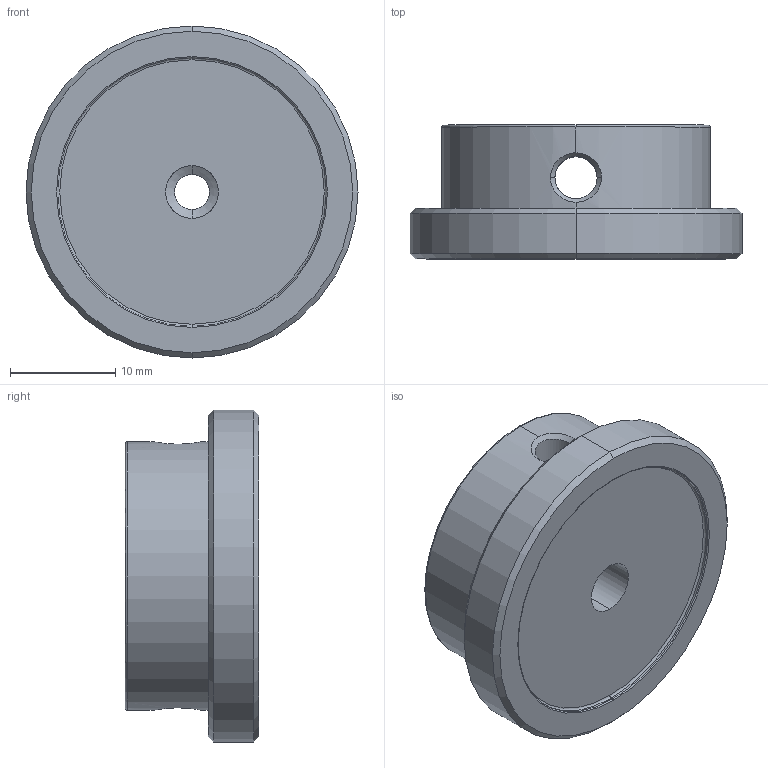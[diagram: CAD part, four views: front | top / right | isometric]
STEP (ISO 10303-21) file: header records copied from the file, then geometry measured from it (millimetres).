
FILE_DESCRIPTION (( 'STEP AP203' ), '1' );
FILE_NAME ('02FHP-0.5M.STEP', '2016-03-01T08:35:18', ( '' ), ( '' ), 'SwSTEP 2.0', 'SolidWorks 2016', '' );
FILE_SCHEMA (( 'CONFIG_CONTROL_DESIGN' ));
Length unit declared in the file: millimetre
Products named in the file (1): 02FHP-0.5M
Bounding box: 31.5 x 12.7 x 31.5 mm (x, y, z)
Volume: 6881.1 mm3; surface area: 3020 mm2
Topology: 1 solids, 1 shells, 37 faces, 90 edges, 54 vertices
Faces by surface type: cylinder 16, torus 6, cone 6, plane 5, bspline 4
Entity records: 1534 total; most frequent: CARTESIAN_POINT 607, ORIENTED_EDGE 180, DIRECTION 174, EDGE_CURVE 90, AXIS2_PLACEMENT_3D 74, VERTEX_POINT 54, EDGE_LOOP 42, CIRCLE 40
